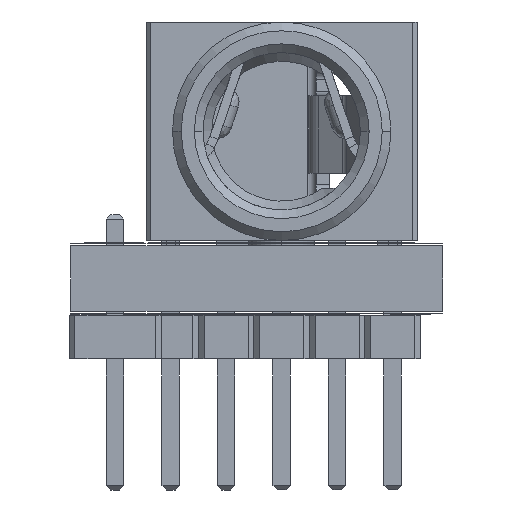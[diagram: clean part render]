
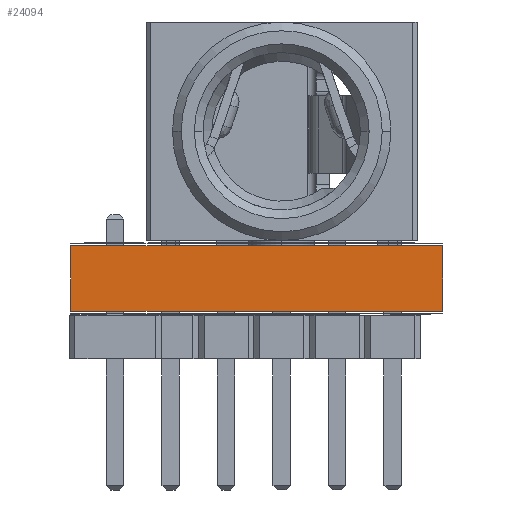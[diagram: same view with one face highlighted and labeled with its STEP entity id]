
A CAD part, front view. The second image highlights one B-rep face of the part: STEP entity #24094.
In plain terms, the highlighted planar face has unit normal (0, -1, 0).
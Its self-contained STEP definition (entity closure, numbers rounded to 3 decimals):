
#24094 = ADVANCED_FACE('',(#24095),#24129,.T.);
#24095 = FACE_BOUND('',#24096,.T.);
#24096 = EDGE_LOOP('',(#24097,#24107,#24115,#24123));
#24097 = ORIENTED_EDGE('',*,*,#24098,.T.);
#24098 = EDGE_CURVE('',#24099,#24101,#24103,.T.);
#24099 = VERTEX_POINT('',#24100);
#24100 = CARTESIAN_POINT('',(3.683,-0.,0.));
#24101 = VERTEX_POINT('',#24102);
#24102 = CARTESIAN_POINT('',(3.683,0.,1.51));
#24103 = LINE('',#24104,#24105);
#24104 = CARTESIAN_POINT('',(3.683,-0.,0.));
#24105 = VECTOR('',#24106,1.);
#24106 = DIRECTION('',(0.,0.,1.));
#24107 = ORIENTED_EDGE('',*,*,#24108,.T.);
#24108 = EDGE_CURVE('',#24101,#24109,#24111,.T.);
#24109 = VERTEX_POINT('',#24110);
#24110 = CARTESIAN_POINT('',(-4.826,0.,1.51));
#24111 = LINE('',#24112,#24113);
#24112 = CARTESIAN_POINT('',(3.683,0.,1.51));
#24113 = VECTOR('',#24114,1.);
#24114 = DIRECTION('',(-1.,0.,0.));
#24115 = ORIENTED_EDGE('',*,*,#24116,.F.);
#24116 = EDGE_CURVE('',#24117,#24109,#24119,.T.);
#24117 = VERTEX_POINT('',#24118);
#24118 = CARTESIAN_POINT('',(-4.826,-0.,0.));
#24119 = LINE('',#24120,#24121);
#24120 = CARTESIAN_POINT('',(-4.826,-0.,0.));
#24121 = VECTOR('',#24122,1.);
#24122 = DIRECTION('',(0.,0.,1.));
#24123 = ORIENTED_EDGE('',*,*,#24124,.F.);
#24124 = EDGE_CURVE('',#24099,#24117,#24125,.T.);
#24125 = LINE('',#24126,#24127);
#24126 = CARTESIAN_POINT('',(3.683,-0.,0.));
#24127 = VECTOR('',#24128,1.);
#24128 = DIRECTION('',(-1.,0.,0.));
#24129 = PLANE('',#24130);
#24130 = AXIS2_PLACEMENT_3D('',#24131,#24132,#24133);
#24131 = CARTESIAN_POINT('',(3.683,0.,0.));
#24132 = DIRECTION('',(0.,-1.,0.));
#24133 = DIRECTION('',(-1.,0.,0.));
